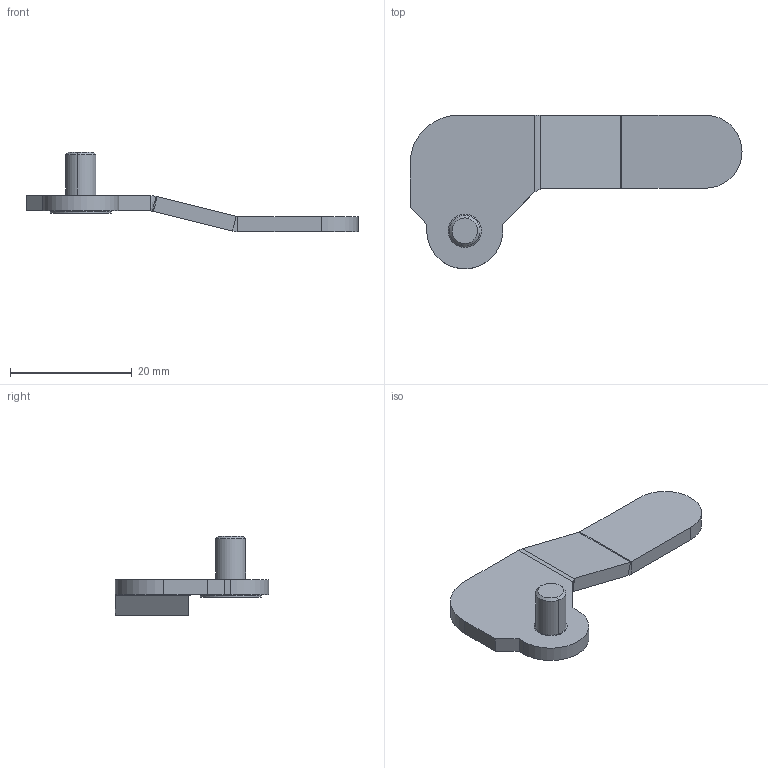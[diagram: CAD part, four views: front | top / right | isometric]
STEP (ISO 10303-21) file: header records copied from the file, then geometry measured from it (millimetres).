
FILE_DESCRIPTION (( 'STEP AP203' ), '1' );
FILE_NAME ('P1359.STEP', '2018-11-30T10:06:04', ( 'rsp' ), ( 'Hewlett-Packard Company' ), 'SwSTEP 2.0', 'SolidWorks 2017', '' );
FILE_SCHEMA (( 'CONFIG_CONTROL_DESIGN' ));
Length unit declared in the file: millimetre
Products named in the file (1): P1359
Bounding box: 54.54 x 25.25 x 13.06 mm (x, y, z)
Volume: 2168.9 mm3; surface area: 2277.2 mm2
Topology: 2 solids, 2 shells, 50 faces, 111 edges, 66 vertices
Faces by surface type: plane 29, cylinder 14, cone 6, bspline 1
Entity records: 1438 total; most frequent: CARTESIAN_POINT 245, DIRECTION 237, ORIENTED_EDGE 222, EDGE_CURVE 111, AXIS2_PLACEMENT_3D 80, LINE 77, VECTOR 77, VERTEX_POINT 66
